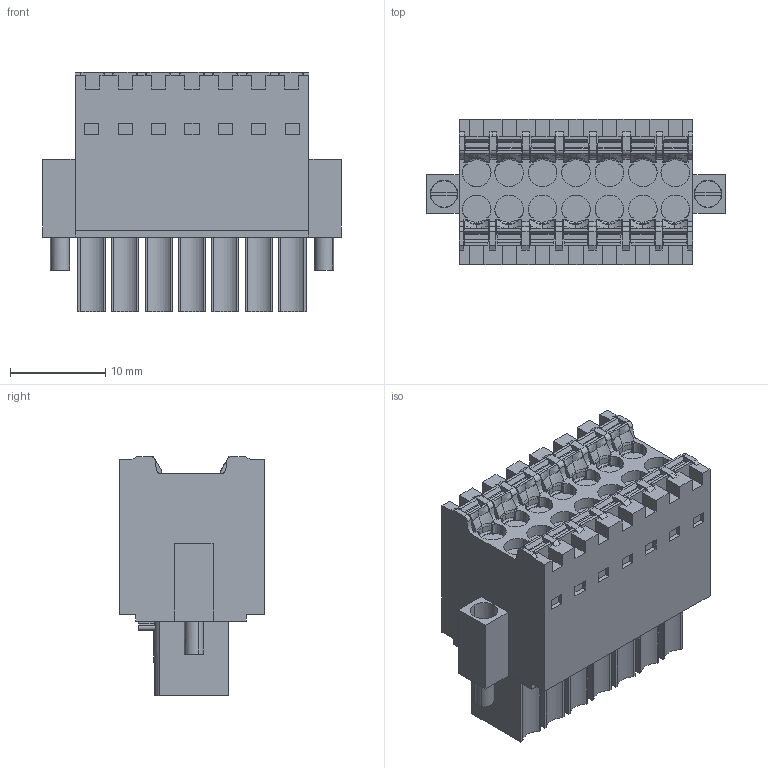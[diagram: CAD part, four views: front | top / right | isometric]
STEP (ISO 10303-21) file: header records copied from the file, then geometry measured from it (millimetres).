
FILE_DESCRIPTION(('CATIA V5 STEP Exchange','CAx-IF Rec.Pracs.--- Model Styling and Organization---1.5--- 2016-08-15','CAx-IF Rec.Pracs.---Supplemental Geometry---1.0---2011-11-01','CAx-IF Rec.Pracs.--- Composite Materials ---1.1---2010-07-15'),'2;1');
FILE_NAME ('D1450475_1', '2024-12-13T08:08:12+00:00', ('none'), ('Weidmueller'), 'CATIA Version 5-6 Release 2022 SP4 HF5', 'CATIA V5 STEP AP214 v3', 'none');
FILE_SCHEMA(('AUTOMOTIVE_DESIGN { 1 0 10303 214 1 1 1 1 }'));
Length unit declared in the file: millimetre
Products named in the file (1): 1277910000
Bounding box: 31.25 x 15.2 x 25.05 mm (x, y, z)
Volume: 7014.3 mm3; surface area: 4644.9 mm2
Topology: 1 solids, 1 shells, 1012 faces, 2996 edges, 2029 vertices
Faces by surface type: plane 661, cylinder 139, torus 83, extrusion 73, cone 28, bspline 28
Entity records: 36574 total; most frequent: CARTESIAN_POINT 11275, ORIENTED_EDGE 5992, DIRECTION 3505, EDGE_CURVE 2996, VECTOR 2169, LINE 2096, VERTEX_POINT 2029, EDGE_LOOP 1055
